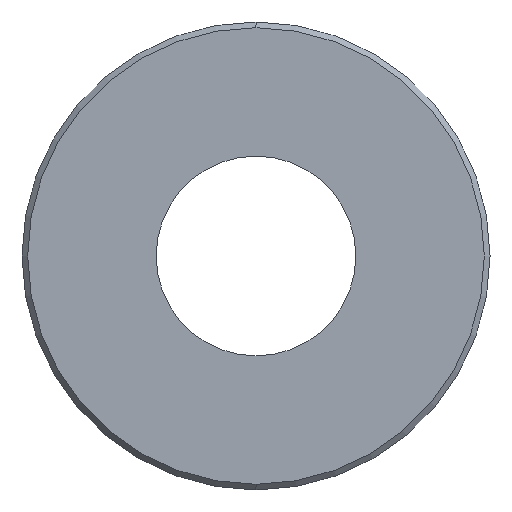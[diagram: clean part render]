
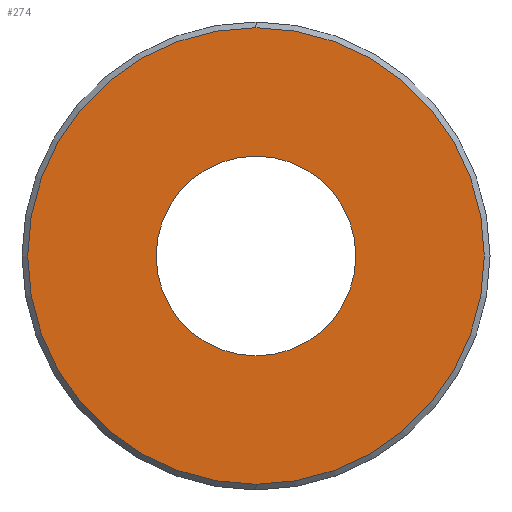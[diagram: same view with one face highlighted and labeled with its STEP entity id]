
A CAD part, left-side view. The second image highlights one B-rep face of the part: STEP entity #274.
In plain terms, the highlighted planar face has unit normal (-1, 0, 0).
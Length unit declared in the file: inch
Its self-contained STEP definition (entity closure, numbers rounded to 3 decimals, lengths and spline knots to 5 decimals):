
#1 = VERTEX_POINT ( 'NONE', #338 ) ;
#11 = CIRCLE ( 'NONE', #138, 0.35 ) ;
#13 = VERTEX_POINT ( 'NONE', #20 ) ;
#20 = CARTESIAN_POINT ( 'NONE',  ( -0.4, 0., -0.8 ) ) ;
#95 = CARTESIAN_POINT ( 'NONE',  ( -0.4, 0., 0. ) ) ;
#100 = EDGE_CURVE ( 'NONE', #416, #278, #11, .T. ) ;
#111 = CIRCLE ( 'NONE', #225, 0.8 ) ;
#116 = DIRECTION ( 'NONE',  ( 0., 0., -1. ) ) ;
#117 = FACE_BOUND ( 'NONE', #376, .T. ) ;
#129 = AXIS2_PLACEMENT_3D ( 'NONE', #389, #508, #153 ) ;
#130 = CARTESIAN_POINT ( 'NONE',  ( -0.4, 0., 0. ) ) ;
#138 = AXIS2_PLACEMENT_3D ( 'NONE', #427, #187, #116 ) ;
#147 = ORIENTED_EDGE ( 'NONE', *, *, #100, .T. ) ;
#153 = DIRECTION ( 'NONE',  ( 0., 0., -1. ) ) ;
#187 = DIRECTION ( 'NONE',  ( 1., 0., 0. ) ) ;
#194 = AXIS2_PLACEMENT_3D ( 'NONE', #354, #424, #309 ) ;
#205 = CARTESIAN_POINT ( 'NONE',  ( -0.4, 0., -0.35 ) ) ;
#211 = EDGE_LOOP ( 'NONE', ( #445, #213 ) ) ;
#213 = ORIENTED_EDGE ( 'NONE', *, *, #319, .T. ) ;
#225 = AXIS2_PLACEMENT_3D ( 'NONE', #130, #283, #441 ) ;
#237 = EDGE_CURVE ( 'NONE', #13, #1, #498, .T. ) ;
#241 = DIRECTION ( 'NONE',  ( 0., 0., -1. ) ) ;
#251 = EDGE_CURVE ( 'NONE', #278, #416, #410, .T. ) ;
#254 = AXIS2_PLACEMENT_3D ( 'NONE', #95, #478, #241 ) ;
#274 = ADVANCED_FACE ( 'NONE', ( #392, #117 ), #322, .F. ) ;
#278 = VERTEX_POINT ( 'NONE', #402 ) ;
#283 = DIRECTION ( 'NONE',  ( -1., 0., 0. ) ) ;
#309 = DIRECTION ( 'NONE',  ( 0., 0., -1. ) ) ;
#319 = EDGE_CURVE ( 'NONE', #1, #13, #111, .T. ) ;
#322 = PLANE ( 'NONE',  #254 ) ;
#338 = CARTESIAN_POINT ( 'NONE',  ( -0.4, 0., 0.8 ) ) ;
#354 = CARTESIAN_POINT ( 'NONE',  ( -0.4, 0., 0. ) ) ;
#376 = EDGE_LOOP ( 'NONE', ( #147, #484 ) ) ;
#389 = CARTESIAN_POINT ( 'NONE',  ( -0.4, 0., 0. ) ) ;
#392 = FACE_OUTER_BOUND ( 'NONE', #211, .T. ) ;
#402 = CARTESIAN_POINT ( 'NONE',  ( -0.4, 0., 0.35 ) ) ;
#410 = CIRCLE ( 'NONE', #194, 0.35 ) ;
#416 = VERTEX_POINT ( 'NONE', #205 ) ;
#424 = DIRECTION ( 'NONE',  ( 1., 0., 0. ) ) ;
#427 = CARTESIAN_POINT ( 'NONE',  ( -0.4, 0., 0. ) ) ;
#441 = DIRECTION ( 'NONE',  ( 0., 0., -1. ) ) ;
#445 = ORIENTED_EDGE ( 'NONE', *, *, #237, .T. ) ;
#478 = DIRECTION ( 'NONE',  ( 1., 0., 0. ) ) ;
#484 = ORIENTED_EDGE ( 'NONE', *, *, #251, .T. ) ;
#498 = CIRCLE ( 'NONE', #129, 0.8 ) ;
#508 = DIRECTION ( 'NONE',  ( -1., 0., 0. ) ) ;
